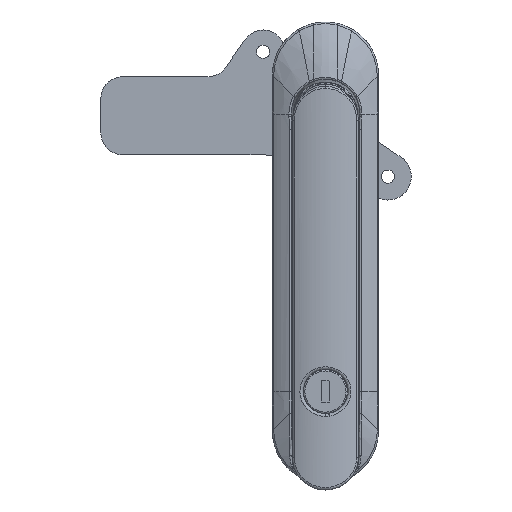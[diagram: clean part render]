
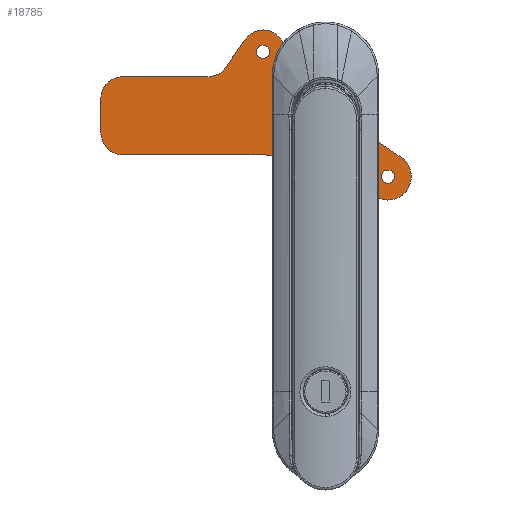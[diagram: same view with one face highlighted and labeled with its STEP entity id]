
A CAD part, top view. The second image highlights one B-rep face of the part: STEP entity #18785.
In plain terms, the highlighted face is planar.
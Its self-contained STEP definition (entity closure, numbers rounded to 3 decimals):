
#2241=LINE('',#70015,#3354);
#2244=LINE('',#70021,#3357);
#2247=LINE('',#70027,#3360);
#2250=LINE('',#70031,#3363);
#2255=LINE('',#70056,#3368);
#2259=LINE('',#70068,#3372);
#2263=LINE('',#70080,#3376);
#2267=LINE('',#70092,#3380);
#2271=LINE('',#70104,#3384);
#2275=LINE('',#70119,#3388);
#3354=VECTOR('',#24404,10.2);
#3357=VECTOR('',#24409,10.2);
#3360=VECTOR('',#24414,10.2);
#3363=VECTOR('',#24419,10.2);
#3368=VECTOR('',#24444,16.102);
#3372=VECTOR('',#24456,10.845);
#3376=VECTOR('',#24468,27.319);
#3380=VECTOR('',#24480,11.);
#3384=VECTOR('',#24492,45.);
#3388=VECTOR('',#24510,16.513);
#3943=PLANE('',#20413);
#4105=FACE_BOUND('',#6626,.T.);
#4106=FACE_BOUND('',#6627,.T.);
#4107=FACE_BOUND('',#6628,.T.);
#5462=FACE_OUTER_BOUND('',#6625,.T.);
#6625=EDGE_LOOP('',(#17172,#17173,#17174,#17175,#17176,#17177,#17178,#17179,
#17180,#17181,#17182,#17183,#17184));
#6626=EDGE_LOOP('',(#17185,#17186,#17187,#17188));
#6627=EDGE_LOOP('',(#17189));
#6628=EDGE_LOOP('',(#17190));
#7402=CIRCLE('',#20381,2.1);
#7404=CIRCLE('',#20384,2.1);
#7406=CIRCLE('',#20387,11.5);
#7408=CIRCLE('',#20391,7.);
#7410=CIRCLE('',#20395,7.);
#7412=CIRCLE('',#20399,7.);
#7414=CIRCLE('',#20403,7.);
#7416=CIRCLE('',#20407,54.922);
#7418=CIRCLE('',#20410,7.5);
#9069=VERTEX_POINT('',#70012);
#9070=VERTEX_POINT('',#70014);
#9072=VERTEX_POINT('',#70020);
#9074=VERTEX_POINT('',#70026);
#9076=VERTEX_POINT('',#70035);
#9078=VERTEX_POINT('',#70040);
#9081=VERTEX_POINT('',#70046);
#9082=VERTEX_POINT('',#70048);
#9084=VERTEX_POINT('',#70054);
#9086=VERTEX_POINT('',#70060);
#9088=VERTEX_POINT('',#70066);
#9090=VERTEX_POINT('',#70072);
#9092=VERTEX_POINT('',#70078);
#9094=VERTEX_POINT('',#70084);
#9096=VERTEX_POINT('',#70090);
#9098=VERTEX_POINT('',#70096);
#9100=VERTEX_POINT('',#70102);
#9102=VERTEX_POINT('',#70108);
#9104=VERTEX_POINT('',#70114);
#11781=EDGE_CURVE('',#9070,#9069,#2241,.T.);
#11784=EDGE_CURVE('',#9072,#9070,#2244,.T.);
#11787=EDGE_CURVE('',#9074,#9072,#2247,.T.);
#11790=EDGE_CURVE('',#9069,#9074,#2250,.T.);
#11792=EDGE_CURVE('',#9076,#9076,#7402,.T.);
#11794=EDGE_CURVE('',#9078,#9078,#7404,.T.);
#11797=EDGE_CURVE('',#9082,#9081,#7406,.T.);
#11801=EDGE_CURVE('',#9081,#9084,#2255,.T.);
#11804=EDGE_CURVE('',#9084,#9086,#7408,.T.);
#11807=EDGE_CURVE('',#9086,#9088,#2259,.T.);
#11810=EDGE_CURVE('',#9088,#9090,#7410,.T.);
#11813=EDGE_CURVE('',#9090,#9092,#2263,.T.);
#11816=EDGE_CURVE('',#9092,#9094,#7412,.T.);
#11819=EDGE_CURVE('',#9094,#9096,#2267,.T.);
#11822=EDGE_CURVE('',#9096,#9098,#7414,.T.);
#11825=EDGE_CURVE('',#9098,#9100,#2271,.T.);
#11828=EDGE_CURVE('',#9100,#9102,#7416,.T.);
#11831=EDGE_CURVE('',#9102,#9104,#7418,.T.);
#11833=EDGE_CURVE('',#9104,#9082,#2275,.T.);
#17172=ORIENTED_EDGE('',*,*,#11833,.T.);
#17173=ORIENTED_EDGE('',*,*,#11797,.T.);
#17174=ORIENTED_EDGE('',*,*,#11801,.T.);
#17175=ORIENTED_EDGE('',*,*,#11804,.T.);
#17176=ORIENTED_EDGE('',*,*,#11807,.T.);
#17177=ORIENTED_EDGE('',*,*,#11810,.T.);
#17178=ORIENTED_EDGE('',*,*,#11813,.T.);
#17179=ORIENTED_EDGE('',*,*,#11816,.T.);
#17180=ORIENTED_EDGE('',*,*,#11819,.T.);
#17181=ORIENTED_EDGE('',*,*,#11822,.T.);
#17182=ORIENTED_EDGE('',*,*,#11825,.T.);
#17183=ORIENTED_EDGE('',*,*,#11828,.T.);
#17184=ORIENTED_EDGE('',*,*,#11831,.T.);
#17185=ORIENTED_EDGE('',*,*,#11781,.T.);
#17186=ORIENTED_EDGE('',*,*,#11790,.T.);
#17187=ORIENTED_EDGE('',*,*,#11787,.T.);
#17188=ORIENTED_EDGE('',*,*,#11784,.T.);
#17189=ORIENTED_EDGE('',*,*,#11792,.T.);
#17190=ORIENTED_EDGE('',*,*,#11794,.T.);
#18785=ADVANCED_FACE('',(#5462,#4105,#4106,#4107),#3943,.F.);
#20381=AXIS2_PLACEMENT_3D('',#70036,#24424,#24425);
#20384=AXIS2_PLACEMENT_3D('',#70041,#24430,#24431);
#20387=AXIS2_PLACEMENT_3D('',#70049,#24437,#24438);
#20391=AXIS2_PLACEMENT_3D('',#70062,#24450,#24451);
#20395=AXIS2_PLACEMENT_3D('',#70074,#24462,#24463);
#20399=AXIS2_PLACEMENT_3D('',#70086,#24474,#24475);
#20403=AXIS2_PLACEMENT_3D('',#70098,#24486,#24487);
#20407=AXIS2_PLACEMENT_3D('',#70110,#24498,#24499);
#20410=AXIS2_PLACEMENT_3D('',#70116,#24505,#24506);
#20413=AXIS2_PLACEMENT_3D('',#70121,#24513,#24514);
#24404=DIRECTION('',(0.707,0.707,0.));
#24409=DIRECTION('',(0.707,-0.707,0.));
#24414=DIRECTION('',(-0.707,-0.707,0.));
#24419=DIRECTION('',(-0.707,0.707,0.));
#24424=DIRECTION('center_axis',(0.,0.,1.));
#24425=DIRECTION('ref_axis',(-1.,0.,0.));
#24430=DIRECTION('center_axis',(0.,0.,1.));
#24431=DIRECTION('ref_axis',(-1.,0.,0.));
#24437=DIRECTION('center_axis',(0.,0.,-1.));
#24438=DIRECTION('ref_axis',(-0.478,-0.878,0.));
#24444=DIRECTION('',(0.533,0.846,0.));
#24450=DIRECTION('center_axis',(0.,0.,-1.));
#24451=DIRECTION('ref_axis',(-0.824,-0.567,0.));
#24456=DIRECTION('',(0.567,-0.824,0.));
#24462=DIRECTION('center_axis',(0.,0.,1.));
#24463=DIRECTION('ref_axis',(-0.824,-0.567,0.));
#24468=DIRECTION('',(1.,0.,0.));
#24474=DIRECTION('center_axis',(0.,0.,-1.));
#24475=DIRECTION('ref_axis',(-1.,0.,0.));
#24480=DIRECTION('',(0.,-1.,0.));
#24486=DIRECTION('center_axis',(0.,0.,-1.));
#24487=DIRECTION('ref_axis',(0.,1.,0.));
#24492=DIRECTION('',(-1.,0.,0.));
#24498=DIRECTION('center_axis',(0.,0.,1.));
#24499=DIRECTION('ref_axis',(0.,1.,0.));
#24505=DIRECTION('center_axis',(0.,0.,-1.));
#24506=DIRECTION('ref_axis',(0.563,-0.826,0.));
#24510=DIRECTION('',(0.826,0.563,0.));
#24513=DIRECTION('center_axis',(0.,0.,1.));
#24514=DIRECTION('ref_axis',(1.,0.,0.));
#70012=CARTESIAN_POINT('',(7.212,0.,0.));
#70014=CARTESIAN_POINT('',(0.,-7.212,0.));
#70015=CARTESIAN_POINT('',(10.335,3.123,0.));
#70020=CARTESIAN_POINT('',(-7.212,0.,0.));
#70021=CARTESIAN_POINT('',(4.156,-11.368,0.));
#70026=CARTESIAN_POINT('',(0.,7.212,0.));
#70027=CARTESIAN_POINT('',(-0.483,6.729,0.));
#70031=CARTESIAN_POINT('',(7.762,-0.55,0.));
#70035=CARTESIAN_POINT('',(-17.9,-20.,0.));
#70036=CARTESIAN_POINT('Origin',(-20.,-20.,0.));
#70040=CARTESIAN_POINT('',(22.1,20.,0.));
#70041=CARTESIAN_POINT('Origin',(20.,20.,0.));
#70046=CARTESIAN_POINT('',(5.5,10.1,0.));
#70048=CARTESIAN_POINT('',(-10.583,-4.5,0.));
#70049=CARTESIAN_POINT('Origin',(0.,0.,0.));
#70054=CARTESIAN_POINT('',(14.075,23.728,0.));
#70056=CARTESIAN_POINT('',(5.5,10.1,0.));
#70060=CARTESIAN_POINT('',(25.767,23.967,0.));
#70062=CARTESIAN_POINT('Origin',(20.,20.,0.));
#70066=CARTESIAN_POINT('',(31.914,15.033,0.));
#70068=CARTESIAN_POINT('',(25.767,23.967,0.));
#70072=CARTESIAN_POINT('',(37.681,12.,0.));
#70074=CARTESIAN_POINT('Origin',(37.681,19.,0.));
#70078=CARTESIAN_POINT('',(65.,12.,0.));
#70080=CARTESIAN_POINT('',(37.681,12.,0.));
#70084=CARTESIAN_POINT('',(72.,5.,0.));
#70086=CARTESIAN_POINT('Origin',(65.,5.,0.));
#70090=CARTESIAN_POINT('',(72.,-6.,0.));
#70092=CARTESIAN_POINT('',(72.,5.,0.));
#70096=CARTESIAN_POINT('',(65.,-13.,0.));
#70098=CARTESIAN_POINT('Origin',(65.,-6.,0.));
#70102=CARTESIAN_POINT('',(20.,-13.,0.));
#70104=CARTESIAN_POINT('',(65.,-13.,0.));
#70108=CARTESIAN_POINT('',(-15.194,-25.758,0.));
#70110=CARTESIAN_POINT('Origin',(20.,-67.922,0.));
#70114=CARTESIAN_POINT('',(-24.226,-13.804,0.));
#70116=CARTESIAN_POINT('Origin',(-20.,-20.,0.));
#70119=CARTESIAN_POINT('',(-24.226,-13.804,0.));
#70121=CARTESIAN_POINT('Origin',(21.77,-2.066,0.));
